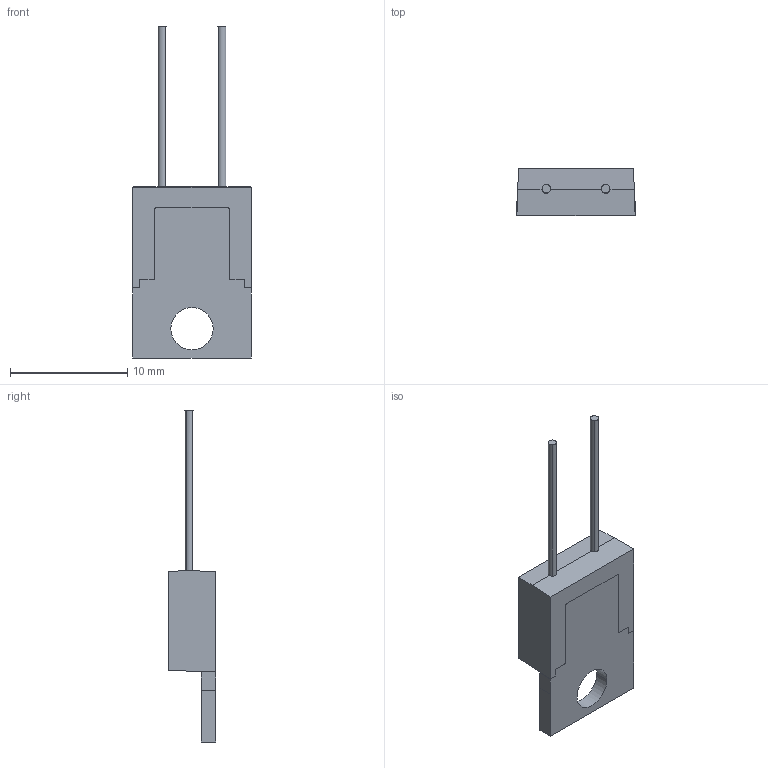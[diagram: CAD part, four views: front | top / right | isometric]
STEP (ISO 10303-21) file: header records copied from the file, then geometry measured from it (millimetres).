
FILE_DESCRIPTION((''),'2;1');
FILE_NAME('PWR220_ASM','2018-01-31T',('adrianaca'),(''),'CREO PARAMETRIC BY PTC INC, 2016050','CREO PARAMETRIC BY PTC INC, 2016050','');
FILE_SCHEMA(('CONFIG_CONTROL_DESIGN'));
Length unit declared in the file: inch
Products named in the file (11): B-13078-00-SNAPSTRATE; B-13078-01-TERM; B-13078-08-BOT-SOLDER; B-13078-03-TOP-RESIST; B-13078-04-GLAZE; 34544-08202-BACK-PLATE; PWR220-PIN; B-13095-ELEMENT-ASSY_ASM; B-13096-HSG; B-13097-MARKING; PWR220_ASM
Assembly tree (11 placements, depth 3):
  PWR220_ASM
    B-13095-ELEMENT-ASSY_ASM
      B-13078-00-SNAPSTRATE
      B-13078-01-TERM
      B-13078-08-BOT-SOLDER
      B-13078-03-TOP-RESIST
      B-13078-04-GLAZE
      34544-08202-BACK-PLATE
      PWR220-PIN  x2
    B-13096-HSG
    B-13097-MARKING
Bounding box: 10.1 x 4.03 x 28.35 mm (x, y, z)
Volume: 440.1 mm3; surface area: 956.7 mm2
Topology: 38 solids, 38 shells, 896 faces, 2445 edges, 1626 vertices
Faces by surface type: plane 468, cylinder 214, extrusion 206, bspline 8
Entity records: 29121 total; most frequent: CARTESIAN_POINT 6839, ORIENTED_EDGE 4826, DIRECTION 4023, EDGE_CURVE 2413, VECTOR 1787, VERTEX_POINT 1606, LINE 1581, AXIS2_PLACEMENT_3D 1118
